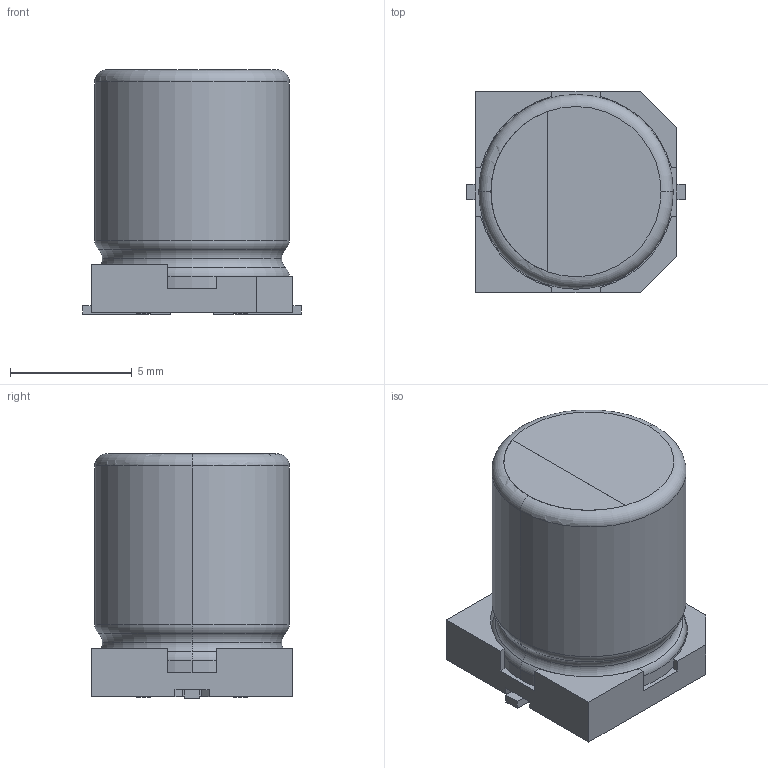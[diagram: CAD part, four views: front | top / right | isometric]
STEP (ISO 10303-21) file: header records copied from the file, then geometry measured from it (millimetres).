
FILE_DESCRIPTION (( 'STEP AP214' ), '1' );
FILE_NAME ('CAP-SMD_BD8.0-L8.3-W8.3-RD.step', '2022-07-06T08:25:34', ( '' ), ( '' ), 'SwSTEP 2.0', 'SolidWorks 2020', '' );
FILE_SCHEMA (( 'AUTOMOTIVE_DESIGN' ));
Length unit declared in the file: millimetre
Products named in the file (1): CAP-SMD_BD8.0-L8.3-W8.3-RD
Bounding box: 9 x 8.3 x 10.05 mm (x, y, z)
Volume: 523.1 mm3; surface area: 431.2 mm2
Topology: 1 solids, 1 shells, 302 faces, 810 edges, 534 vertices
Faces by surface type: plane 177, bspline 98, cylinder 17, torus 10
Entity records: 13231 total; most frequent: CARTESIAN_POINT 2953, ORIENTED_EDGE 1620, DIRECTION 1073, EDGE_CURVE 810, VECTOR 557, LINE 557, VERTEX_POINT 534, EDGE_LOOP 326
